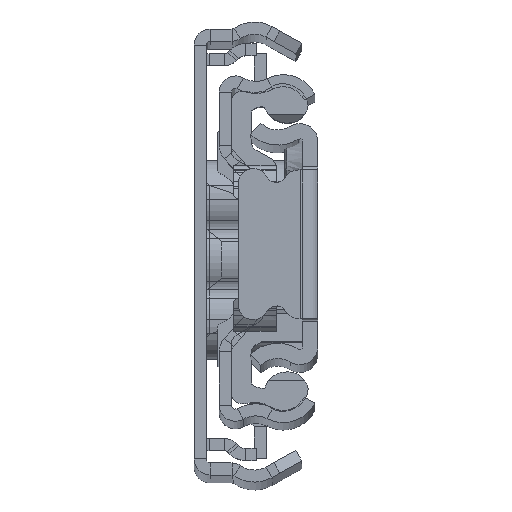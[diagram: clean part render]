
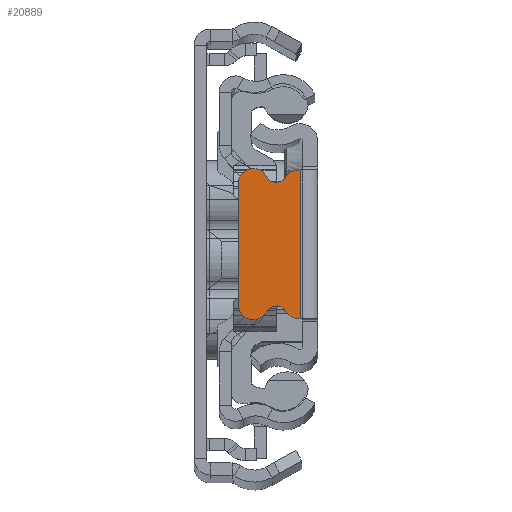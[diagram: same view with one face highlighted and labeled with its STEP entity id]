
A CAD part, top view. The second image highlights one B-rep face of the part: STEP entity #20889.
In plain terms, the highlighted planar face has unit normal (0, 0, 1).
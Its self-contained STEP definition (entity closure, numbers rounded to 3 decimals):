
#294 = DIRECTION ( 'NONE',  ( 1., 0., 0. ) ) ;
#583 = VERTEX_POINT ( 'NONE', #12294 ) ;
#1240 = EDGE_CURVE ( 'NONE', #11718, #14632, #12235, .T. ) ;
#2183 = CARTESIAN_POINT ( 'NONE',  ( -1.929, 7.37, 0. ) ) ;
#2725 = ORIENTED_EDGE ( 'NONE', *, *, #21254, .T. ) ;
#2906 = ORIENTED_EDGE ( 'NONE', *, *, #11735, .F. ) ;
#3129 = ORIENTED_EDGE ( 'NONE', *, *, #13287, .T. ) ;
#3649 = ORIENTED_EDGE ( 'NONE', *, *, #17320, .T. ) ;
#3807 = CARTESIAN_POINT ( 'NONE',  ( -1.929, -7.37, 0. ) ) ;
#4023 = AXIS2_PLACEMENT_3D ( 'NONE', #12483, #20738, #10448 ) ;
#4372 = CARTESIAN_POINT ( 'NONE',  ( -1.929, 5.87, 0. ) ) ;
#4585 = EDGE_CURVE ( 'NONE', #14632, #11819, #22957, .T. ) ;
#4778 = ORIENTED_EDGE ( 'NONE', *, *, #1240, .T. ) ;
#4918 = VECTOR ( 'NONE', #22482, 1000. ) ;
#5161 = DIRECTION ( 'NONE',  ( 0., 0., -1. ) ) ;
#5274 = VERTEX_POINT ( 'NONE', #17906 ) ;
#5295 = EDGE_CURVE ( 'NONE', #583, #23632, #24221, .T. ) ;
#5759 = AXIS2_PLACEMENT_3D ( 'NONE', #25358, #5161, #19660 ) ;
#7617 = DIRECTION ( 'NONE',  ( 0., 0., 1. ) ) ;
#7678 = AXIS2_PLACEMENT_3D ( 'NONE', #21847, #7617, #15883 ) ;
#7689 = DIRECTION ( 'NONE',  ( -1., 0., 0. ) ) ;
#7965 = DIRECTION ( 'NONE',  ( 0., 0., -1. ) ) ;
#8003 = AXIS2_PLACEMENT_3D ( 'NONE', #9469, #7965, #7689 ) ;
#8272 = CARTESIAN_POINT ( 'NONE',  ( -5.109, 6.713, 0. ) ) ;
#8275 = LINE ( 'NONE', #3807, #4918 ) ;
#8555 = CARTESIAN_POINT ( 'NONE',  ( -1.75, 0., 0. ) ) ;
#9002 = EDGE_LOOP ( 'NONE', ( #2906, #17765, #3649, #17948, #4778, #20777, #3129, #2725, #18537, #16244 ) ) ;
#9146 = VECTOR ( 'NONE', #18958, 1000. ) ;
#9469 = CARTESIAN_POINT ( 'NONE',  ( -4.142, -7.236, 0. ) ) ;
#9477 = EDGE_CURVE ( 'NONE', #13898, #23632, #8275, .T. ) ;
#10448 = DIRECTION ( 'NONE',  ( -1., 0., 0. ) ) ;
#11166 = CARTESIAN_POINT ( 'NONE',  ( -1.75, -7.37, 0. ) ) ;
#11718 = VERTEX_POINT ( 'NONE', #8272 ) ;
#11735 = EDGE_CURVE ( 'NONE', #25510, #13898, #22883, .T. ) ;
#11819 = VERTEX_POINT ( 'NONE', #11880 ) ;
#11880 = CARTESIAN_POINT ( 'NONE',  ( -7.929, -6., 0. ) ) ;
#11956 = AXIS2_PLACEMENT_3D ( 'NONE', #4372, #12643, #25365 ) ;
#12235 = CIRCLE ( 'NONE', #4023, 1.5 ) ;
#12294 = CARTESIAN_POINT ( 'NONE',  ( -3.206, -6.658, 0. ) ) ;
#12483 = CARTESIAN_POINT ( 'NONE',  ( -6.429, 6., 0. ) ) ;
#12526 = VECTOR ( 'NONE', #25270, 1000. ) ;
#12643 = DIRECTION ( 'NONE',  ( 0., 0., 1. ) ) ;
#12693 = CARTESIAN_POINT ( 'NONE',  ( -7.929, -6., 0. ) ) ;
#12698 = VERTEX_POINT ( 'NONE', #15331 ) ;
#12961 = EDGE_CURVE ( 'NONE', #12698, #25510, #20735, .T. ) ;
#13287 = EDGE_CURVE ( 'NONE', #11819, #5274, #21331, .T. ) ;
#13811 = DIRECTION ( 'NONE',  ( 0., 0., 1. ) ) ;
#13898 = VERTEX_POINT ( 'NONE', #11166 ) ;
#13952 = AXIS2_PLACEMENT_3D ( 'NONE', #18005, #13811, #22062 ) ;
#14632 = VERTEX_POINT ( 'NONE', #24929 ) ;
#15331 = CARTESIAN_POINT ( 'NONE',  ( -1.929, 7.37, 0. ) ) ;
#15718 = CARTESIAN_POINT ( 'NONE',  ( -1.929, -7.37, 0. ) ) ;
#15883 = DIRECTION ( 'NONE',  ( 1., 0., 0. ) ) ;
#16227 = CIRCLE ( 'NONE', #8003, 1.1 ) ;
#16244 = ORIENTED_EDGE ( 'NONE', *, *, #9477, .F. ) ;
#16991 = VECTOR ( 'NONE', #294, 1000. ) ;
#17320 = EDGE_CURVE ( 'NONE', #12698, #20111, #23617, .T. ) ;
#17765 = ORIENTED_EDGE ( 'NONE', *, *, #12961, .F. ) ;
#17906 = CARTESIAN_POINT ( 'NONE',  ( -5.109, -6.713, 0. ) ) ;
#17948 = ORIENTED_EDGE ( 'NONE', *, *, #23799, .T. ) ;
#18005 = CARTESIAN_POINT ( 'NONE',  ( -6.429, -6., 0. ) ) ;
#18034 = DIRECTION ( 'NONE',  ( 1., 0., 0. ) ) ;
#18537 = ORIENTED_EDGE ( 'NONE', *, *, #5295, .T. ) ;
#18958 = DIRECTION ( 'NONE',  ( 0., -1., 0. ) ) ;
#19660 = DIRECTION ( 'NONE',  ( 1., 0., 0. ) ) ;
#19754 = CARTESIAN_POINT ( 'NONE',  ( -3.206, 6.658, 0. ) ) ;
#20111 = VERTEX_POINT ( 'NONE', #19754 ) ;
#20208 = CARTESIAN_POINT ( 'NONE',  ( -1.929, -5.87, 0. ) ) ;
#20735 = LINE ( 'NONE', #2183, #16991 ) ;
#20738 = DIRECTION ( 'NONE',  ( 0., 0., 1. ) ) ;
#20777 = ORIENTED_EDGE ( 'NONE', *, *, #4585, .T. ) ;
#20889 = ADVANCED_FACE ( 'NONE', ( #26169 ), #23608, .T. ) ;
#21254 = EDGE_CURVE ( 'NONE', #5274, #583, #16227, .T. ) ;
#21331 = CIRCLE ( 'NONE', #13952, 1.5 ) ;
#21847 = CARTESIAN_POINT ( 'NONE',  ( 444.071, 0., 0. ) ) ;
#22062 = DIRECTION ( 'NONE',  ( 1., 0., 0. ) ) ;
#22089 = DIRECTION ( 'NONE',  ( 0., 0., 1. ) ) ;
#22482 = DIRECTION ( 'NONE',  ( -1., 0., 0. ) ) ;
#22499 = AXIS2_PLACEMENT_3D ( 'NONE', #20208, #22089, #18034 ) ;
#22883 = LINE ( 'NONE', #8555, #9146 ) ;
#22957 = LINE ( 'NONE', #12693, #12526 ) ;
#23608 = PLANE ( 'NONE',  #7678 ) ;
#23617 = CIRCLE ( 'NONE', #11956, 1.5 ) ;
#23632 = VERTEX_POINT ( 'NONE', #15718 ) ;
#23799 = EDGE_CURVE ( 'NONE', #20111, #11718, #23923, .T. ) ;
#23923 = CIRCLE ( 'NONE', #5759, 1.1 ) ;
#24221 = CIRCLE ( 'NONE', #22499, 1.5 ) ;
#24929 = CARTESIAN_POINT ( 'NONE',  ( -7.929, 6., 0. ) ) ;
#25270 = DIRECTION ( 'NONE',  ( 0., -1., 0. ) ) ;
#25358 = CARTESIAN_POINT ( 'NONE',  ( -4.142, 7.236, 0. ) ) ;
#25365 = DIRECTION ( 'NONE',  ( -1., 0., 0. ) ) ;
#25425 = CARTESIAN_POINT ( 'NONE',  ( -1.75, 7.37, 0. ) ) ;
#25510 = VERTEX_POINT ( 'NONE', #25425 ) ;
#26169 = FACE_OUTER_BOUND ( 'NONE', #9002, .T. ) ;
